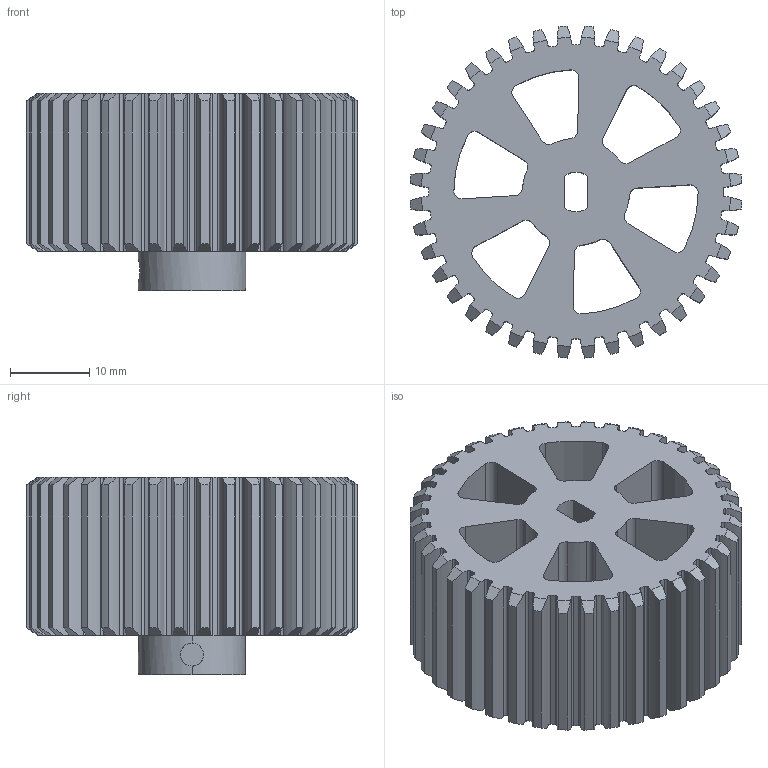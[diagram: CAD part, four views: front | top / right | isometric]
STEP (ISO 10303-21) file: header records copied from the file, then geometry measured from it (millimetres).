
FILE_DESCRIPTION (( 'STEP AP214' ), '1' );
FILE_NAME ('Small Lens 40 tooth gear.STEP', '2021-04-19T15:01:20', ( '' ), ( '' ), 'SwSTEP 2.0', 'SolidWorks 2019', '' );
FILE_SCHEMA (( 'AUTOMOTIVE_DESIGN' ));
Length unit declared in the file: millimetre
Products named in the file (1): Small Lens 40 tooth gear
Bounding box: 41.94 x 41.94 x 25 mm (x, y, z)
Volume: 18054.5 mm3; surface area: 11208.3 mm2
Topology: 1 solids, 1 shells, 404 faces, 1222 edges, 814 vertices
Faces by surface type: cylinder 307, cone 80, plane 17
Entity records: 14384 total; most frequent: CARTESIAN_POINT 2981, DIRECTION 2566, ORIENTED_EDGE 2444, EDGE_CURVE 1222, AXIS2_PLACEMENT_3D 1105, VERTEX_POINT 814, CIRCLE 700, EDGE_LOOP 414
